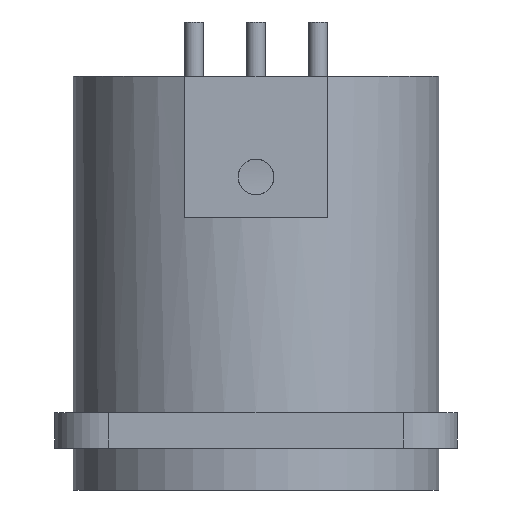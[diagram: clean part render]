
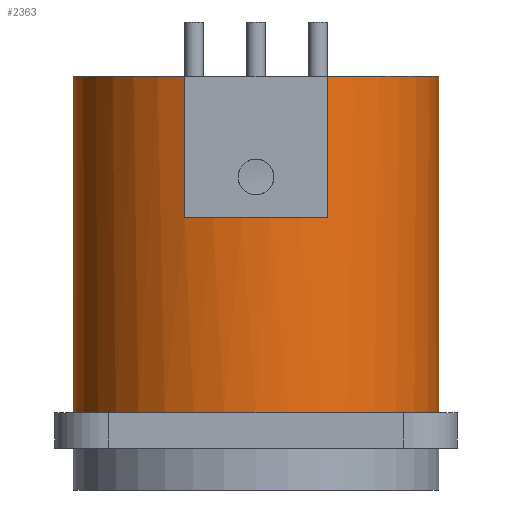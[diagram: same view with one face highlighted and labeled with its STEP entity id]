
A CAD part, front view. The second image highlights one B-rep face of the part: STEP entity #2363.
In plain terms, the highlighted cylindrical face has radius 11.8 mm (diameter 23.6 mm), a partial arc.
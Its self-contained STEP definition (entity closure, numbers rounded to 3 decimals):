
#482=CARTESIAN_POINT('',(0.,0.,2.3));
#483=DIRECTION('',(0.,0.,-1.));
#484=DIRECTION('',(1.,0.,0.));
#485=AXIS2_PLACEMENT_3D('',#482,#483,#484);
#585=DIRECTION('',(0.,0.,-1.));
#586=VECTOR('',#585,21.7);
#587=CARTESIAN_POINT('',(-11.8,0.,24.));
#588=LINE('',#587,#586);
#639=DIRECTION('',(0.,0.,-1.));
#640=VECTOR('',#639,9.1);
#641=CARTESIAN_POINT('',(4.6,-10.866,24.));
#642=LINE('',#641,#640);
#646=DIRECTION('',(0.,0.,-1.));
#647=VECTOR('',#646,21.7);
#648=CARTESIAN_POINT('',(11.8,0.,24.));
#649=LINE('',#648,#647);
#653=DIRECTION('',(0.,0.,-1.));
#654=VECTOR('',#653,9.1);
#655=CARTESIAN_POINT('',(-4.6,-10.866,24.));
#656=LINE('',#655,#654);
#660=CARTESIAN_POINT('',(0.,0.,14.9));
#661=DIRECTION('',(0.,0.,-1.));
#662=DIRECTION('',(0.39,-0.921,0.));
#663=AXIS2_PLACEMENT_3D('',#660,#661,#662);
#726=CARTESIAN_POINT('',(0.,0.,24.));
#727=DIRECTION('',(0.,0.,-1.));
#728=DIRECTION('',(1.,0.,0.));
#729=AXIS2_PLACEMENT_3D('',#726,#727,#728);
#741=CARTESIAN_POINT('',(0.,0.,24.));
#742=DIRECTION('',(0.,0.,-1.));
#743=DIRECTION('',(-0.39,-0.921,0.));
#744=AXIS2_PLACEMENT_3D('',#741,#742,#743);
#1766=CARTESIAN_POINT('',(-11.8,0.,24.));
#1767=CARTESIAN_POINT('',(11.8,0.,24.));
#1768=VERTEX_POINT('',#1766);
#1769=VERTEX_POINT('',#1767);
#1778=CARTESIAN_POINT('',(-11.8,0.,2.3));
#1779=VERTEX_POINT('',#1778);
#1780=CARTESIAN_POINT('',(11.8,0.,2.3));
#1781=VERTEX_POINT('',#1780);
#1816=CARTESIAN_POINT('',(4.6,-10.866,24.));
#1817=CARTESIAN_POINT('',(4.6,-10.866,14.9));
#1818=VERTEX_POINT('',#1816);
#1819=VERTEX_POINT('',#1817);
#1820=CARTESIAN_POINT('',(-4.6,-10.866,14.9));
#1821=VERTEX_POINT('',#1820);
#1822=CARTESIAN_POINT('',(-4.6,-10.866,24.));
#1823=VERTEX_POINT('',#1822);
#2343=CARTESIAN_POINT('',(0.,0.,24.));
#2344=DIRECTION('',(0.,0.,-1.));
#2345=DIRECTION('',(-1.,0.,0.));
#2346=AXIS2_PLACEMENT_3D('',#2343,#2344,#2345);
#2347=CYLINDRICAL_SURFACE('',#2346,11.8);
#2349=ORIENTED_EDGE('',*,*,#2348,.F.);
#2351=ORIENTED_EDGE('',*,*,#2350,.F.);
#2352=ORIENTED_EDGE('',*,*,#2311,.T.);
#2353=ORIENTED_EDGE('',*,*,#2175,.T.);
#2354=ORIENTED_EDGE('',*,*,#2308,.F.);
#2356=ORIENTED_EDGE('',*,*,#2355,.F.);
#2358=ORIENTED_EDGE('',*,*,#2357,.T.);
#2360=ORIENTED_EDGE('',*,*,#2359,.F.);
#2361=EDGE_LOOP('',(#2349,#2351,#2352,#2353,#2354,#2356,#2358,#2360));
#2362=FACE_OUTER_BOUND('',#2361,.F.);
#486=CIRCLE('',#485,11.8);
#664=CIRCLE('',#663,11.8);
#730=CIRCLE('',#729,11.8);
#745=CIRCLE('',#744,11.8);
#2175=EDGE_CURVE('',#1781,#1779,#486,.T.);
#2308=EDGE_CURVE('',#1768,#1779,#588,.T.);
#2311=EDGE_CURVE('',#1769,#1781,#649,.T.);
#2348=EDGE_CURVE('',#1818,#1819,#642,.T.);
#2350=EDGE_CURVE('',#1769,#1818,#730,.T.);
#2355=EDGE_CURVE('',#1823,#1768,#745,.T.);
#2357=EDGE_CURVE('',#1823,#1821,#656,.T.);
#2359=EDGE_CURVE('',#1819,#1821,#664,.T.);
#2363=ADVANCED_FACE('',(#2362),#2347,.T.);
